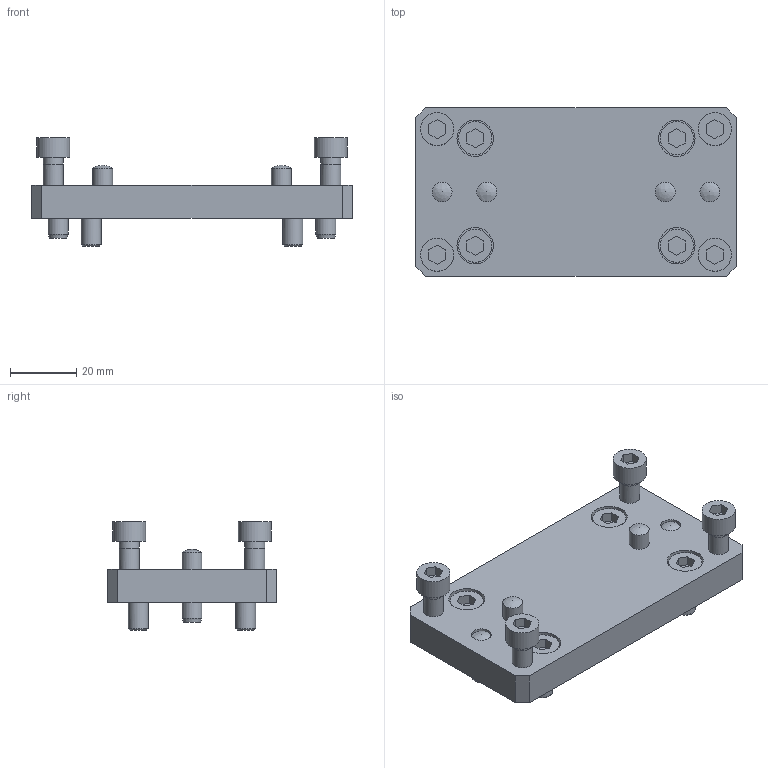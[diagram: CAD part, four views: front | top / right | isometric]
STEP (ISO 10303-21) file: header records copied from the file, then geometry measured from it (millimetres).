
FILE_DESCRIPTION( ( 'STEP AP214' ), '1' );
FILE_NAME( '5130224.step', '2006-07-11T14:51:48', ( ' ' ), ( ' ' ), 'XStep 1.0', ' ', ' ' );
FILE_SCHEMA( ( 'automotive_design' ) );
Length unit declared in the file: metre
Products named in the file (1): 1
Bounding box: 97 x 51 x 32.9 mm (x, y, z)
Volume: 52331.6 mm3; surface area: 18429.3 mm2
Topology: 1 solids, 1 shells, 158 faces, 342 edges, 226 vertices
Faces by surface type: plane 98, cylinder 44, cone 12, bspline 4
Full cylindrical faces by diameter (mm): 4.918 x4, 6 x24, 6.5 x4, 10 x8, 11 x4
Entity records: 5420 total; most frequent: CARTESIAN_POINT 999, DIRECTION 646, ORIENTED_EDGE 520, EDGE_CURVE 260, EDGE_LOOP 258, AXIS2_PLACEMENT_3D 239, VERTEX_POINT 208, FACE_OUTER_BOUND 202
